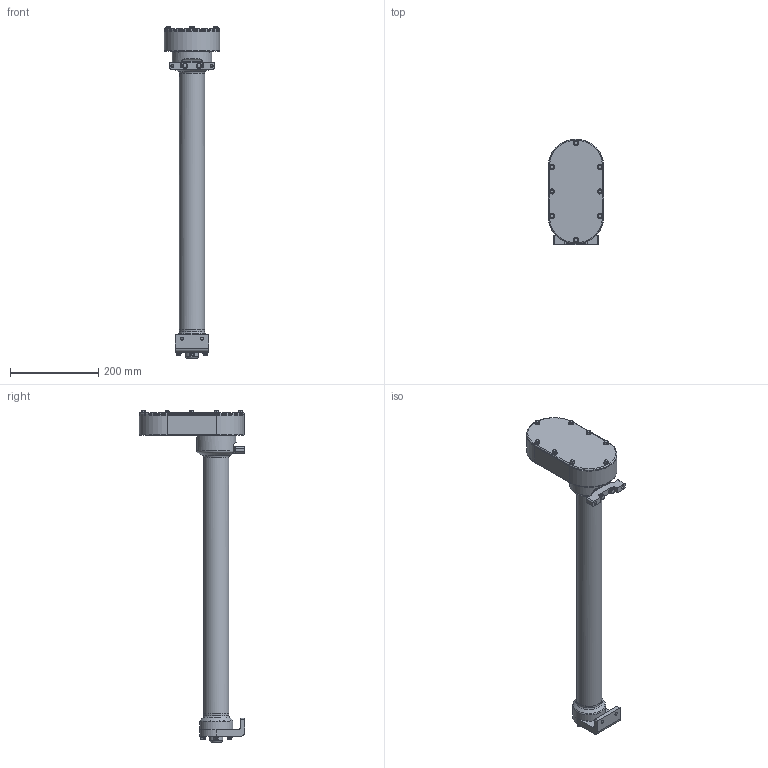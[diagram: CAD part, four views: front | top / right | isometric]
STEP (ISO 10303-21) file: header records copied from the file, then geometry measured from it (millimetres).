
FILE_DESCRIPTION (( 'STEP AP203' ), '1' );
FILE_NAME ('RSH22_BNM10_SM508.000_RS-496349-1.step', '2025-08-29T15:13:34', ( '' ), ( '' ), 'SwSTEP 2.0', 'SolidWorks 2024', '' );
FILE_SCHEMA (( 'CONFIG_CONTROL_DESIGN' ));
Length unit declared in the file: inch
Products named in the file (4): tempJoin3_21229007_RSH22_BNM10_SM508.000_RS-496349-1; Base_RSH22_BNM10_SM508.000_RS-496349-1; tempJoin13_21229021_RSH22_BNM10_SM508.000_RS-496349-1; RSH22_BNM10_SM508.000_RS-496349-1
Assembly tree (3 placements, depth 2):
  RSH22_BNM10_SM508.000_RS-496349-1
    tempJoin3_21229007_RSH22_BNM10_SM508.000_RS-496349-1
    tempJoin13_21229021_RSH22_BNM10_SM508.000_RS-496349-1
    Base_RSH22_BNM10_SM508.000_RS-496349-1
Bounding box: 125.73 x 238.32 x 751.76 mm (x, y, z)
Volume: 2007192.9 mm3; surface area: 548352.8 mm2
Topology: 4 solids, 54 shells, 2918 faces, 7278 edges, 4539 vertices
Faces by surface type: cylinder 1106, plane 758, bspline 648, torus 220, cone 171, sphere 15
Full cylindrical faces by diameter (mm): 3.2 x2, 3.242 x14, 4.2 x17, 4.254 x9, 5 x28, 5.41 x8, 5.5 x8, 6 x6, 6.35 x4, 6.756 x6, 6.8 x4, 7.01 x9, 7.137 x4, 7.949 x9, 8 x9, 8.449 x6, 8.5 x14, 9 x1, 10 x8, 10.8 x1, 11 x8, 11.113 x2, 11.125 x1, 11.189 x1, 11.9 x6, 17.986 x1, 23.114 x1, 23.812 x1, 28 x1, 28.575 x2
Entity records: 107066 total; most frequent: CARTESIAN_POINT 42710, ORIENTED_EDGE 13298, DIRECTION 12854, EDGE_CURVE 6649, AXIS2_PLACEMENT_3D 5269, VERTEX_POINT 4357, EDGE_LOOP 3630, FACE_OUTER_BOUND 3254
